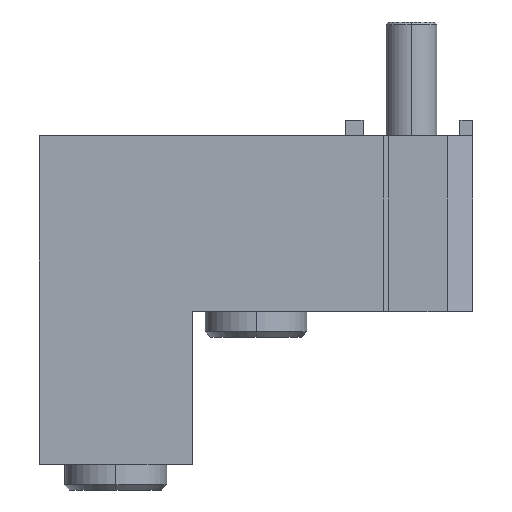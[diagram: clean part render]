
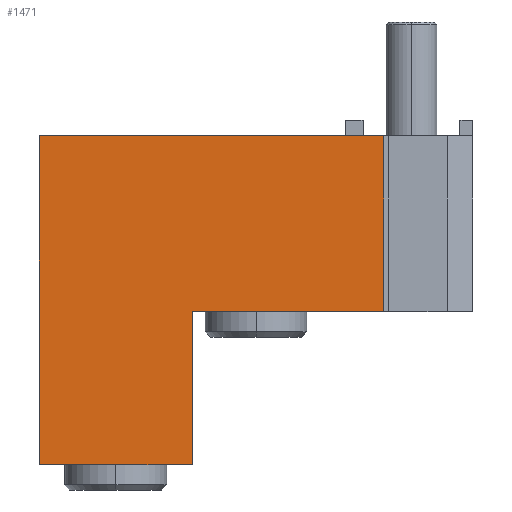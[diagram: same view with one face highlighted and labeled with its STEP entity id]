
A CAD part, left-side view. The second image highlights one B-rep face of the part: STEP entity #1471.
In plain terms, the highlighted planar face has unit normal (-1, 0, 0).
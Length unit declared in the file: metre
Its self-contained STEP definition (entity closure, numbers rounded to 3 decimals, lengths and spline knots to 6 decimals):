
#232=DIRECTION('',(0.,0.,1.));
#233=VECTOR('',#232,0.03);
#234=CARTESIAN_POINT('',(-0.016,0.03,-0.0515));
#235=LINE('',#234,#233);
#294=DIRECTION('',(0.,-1.,0.));
#295=VECTOR('',#294,0.067521);
#296=CARTESIAN_POINT('',(-0.016,0.06,0.013));
#297=LINE('',#296,#295);
#298=DIRECTION('',(0.,1.,0.));
#299=VECTOR('',#298,0.037521);
#300=CARTESIAN_POINT('',(-0.016,-0.007521,-0.0215));
#301=LINE('',#300,#299);
#302=DIRECTION('',(0.,0.,1.));
#303=VECTOR('',#302,0.0645);
#304=CARTESIAN_POINT('',(-0.016,0.06,-0.0515));
#305=LINE('',#304,#303);
#584=DIRECTION('',(0.,0.,1.));
#585=VECTOR('',#584,0.0345);
#586=CARTESIAN_POINT('',(-0.016,-0.007521,-0.0215));
#587=LINE('',#586,#585);
#700=DIRECTION('',(0.,-1.,0.));
#701=VECTOR('',#700,0.03);
#702=CARTESIAN_POINT('',(-0.016,0.06,-0.0515));
#703=LINE('',#702,#701);
#1112=CARTESIAN_POINT('',(-0.016,0.06,0.013));
#1113=VERTEX_POINT('',#1112);
#1114=CARTESIAN_POINT('',(-0.016,0.06,-0.0515));
#1115=VERTEX_POINT('',#1114);
#1146=CARTESIAN_POINT('',(-0.016,0.03,-0.0515));
#1147=VERTEX_POINT('',#1146);
#1166=CARTESIAN_POINT('',(-0.016,-0.007521,0.013));
#1167=VERTEX_POINT('',#1166);
#1168=CARTESIAN_POINT('',(-0.016,-0.007521,-0.0215));
#1169=VERTEX_POINT('',#1168);
#1170=CARTESIAN_POINT('',(-0.016,0.03,-0.0215));
#1171=VERTEX_POINT('',#1170);
#1455=CARTESIAN_POINT('',(-0.016,-0.01012,0.013));
#1456=DIRECTION('',(1.,0.,0.));
#1457=DIRECTION('',(0.,1.,0.));
#1458=AXIS2_PLACEMENT_3D('',#1455,#1456,#1457);
#1459=PLANE('',#1458);
#1461=ORIENTED_EDGE('',*,*,#1460,.T.);
#1463=ORIENTED_EDGE('',*,*,#1462,.F.);
#1464=ORIENTED_EDGE('',*,*,#1416,.T.);
#1465=ORIENTED_EDGE('',*,*,#1392,.F.);
#1467=ORIENTED_EDGE('',*,*,#1466,.F.);
#1468=ORIENTED_EDGE('',*,*,#1324,.T.);
#1469=EDGE_LOOP('',(#1461,#1463,#1464,#1465,#1467,#1468));
#1470=FACE_OUTER_BOUND('',#1469,.F.);
#1471=ADVANCED_FACE('',(#1470),#1459,.F.);
#1324=EDGE_CURVE('',#1115,#1113,#305,.T.);
#1392=EDGE_CURVE('',#1147,#1171,#235,.T.);
#1416=EDGE_CURVE('',#1169,#1171,#301,.T.);
#1460=EDGE_CURVE('',#1113,#1167,#297,.T.);
#1462=EDGE_CURVE('',#1169,#1167,#587,.T.);
#1466=EDGE_CURVE('',#1115,#1147,#703,.T.);
